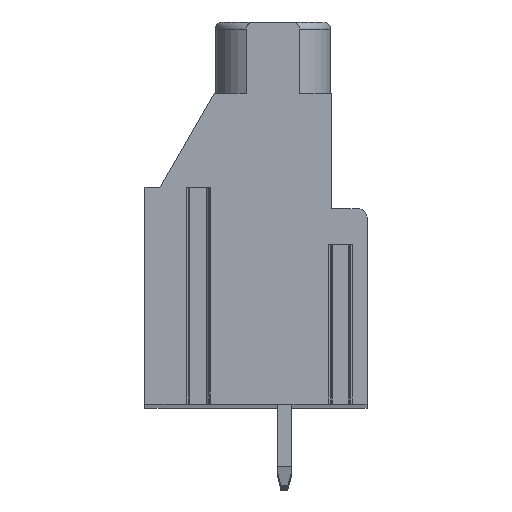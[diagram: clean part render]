
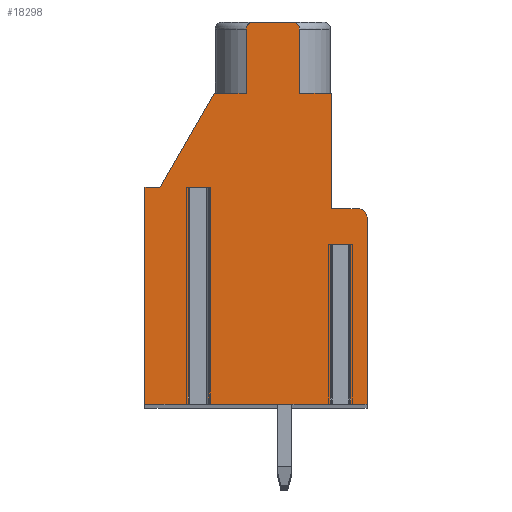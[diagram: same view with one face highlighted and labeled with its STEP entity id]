
A CAD part, top view. The second image highlights one B-rep face of the part: STEP entity #18298.
In plain terms, the highlighted planar face has unit normal (0, 0, 1).
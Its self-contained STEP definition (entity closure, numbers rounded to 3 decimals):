
#65=DIRECTION('',(-1.,0.,0.));
#66=VECTOR('',#65,1.146);
#67=CARTESIAN_POINT('',(-2.127,1.2,136.525));
#68=LINE('',#67,#66);
#69=DIRECTION('',(0.,-1.,0.));
#70=VECTOR('',#69,12.2);
#71=CARTESIAN_POINT('',(-3.273,1.2,136.525));
#72=LINE('',#71,#70);
#73=DIRECTION('',(1.,0.,0.));
#74=VECTOR('',#73,2.427);
#75=CARTESIAN_POINT('',(-5.7,-11.,136.525));
#76=LINE('',#75,#74);
#77=DIRECTION('',(0.,-1.,0.));
#78=VECTOR('',#77,12.2);
#79=CARTESIAN_POINT('',(-5.7,1.2,136.525));
#80=LINE('',#79,#78);
#81=DIRECTION('',(-1.,0.,0.));
#82=VECTOR('',#81,0.84);
#83=CARTESIAN_POINT('',(-4.86,1.2,136.525));
#84=LINE('',#83,#82);
#85=DIRECTION('',(-0.5,-0.866,0.));
#86=VECTOR('',#85,6.12);
#87=CARTESIAN_POINT('',(-1.8,6.5,136.525));
#88=LINE('',#87,#86);
#89=DIRECTION('',(-1.,0.,0.));
#90=VECTOR('',#89,1.8);
#91=CARTESIAN_POINT('',(0.,6.5,136.525));
#92=LINE('',#91,#90);
#93=DIRECTION('',(0.,-1.,0.));
#94=VECTOR('',#93,3.6);
#95=CARTESIAN_POINT('',(0.,10.1,136.525));
#96=LINE('',#95,#94);
#97=CARTESIAN_POINT('',(0.4,10.1,136.525));
#98=DIRECTION('',(0.,0.,1.));
#99=DIRECTION('',(0.,1.,0.));
#100=AXIS2_PLACEMENT_3D('',#97,#98,#99);
#102=DIRECTION('',(-1.,0.,0.));
#103=VECTOR('',#102,2.2);
#104=CARTESIAN_POINT('',(2.6,10.5,136.525));
#105=LINE('',#104,#103);
#106=CARTESIAN_POINT('',(2.6,10.1,136.525));
#107=DIRECTION('',(0.,0.,1.));
#108=DIRECTION('',(1.,0.,0.));
#109=AXIS2_PLACEMENT_3D('',#106,#107,#108);
#111=DIRECTION('',(0.,1.,0.));
#112=VECTOR('',#111,3.6);
#113=CARTESIAN_POINT('',(3.,6.5,136.525));
#114=LINE('',#113,#112);
#115=DIRECTION('',(-1.,0.,0.));
#116=VECTOR('',#115,1.8);
#117=CARTESIAN_POINT('',(4.8,6.5,136.525));
#118=LINE('',#117,#116);
#119=DIRECTION('',(0.,1.,0.));
#120=VECTOR('',#119,6.5);
#121=CARTESIAN_POINT('',(4.8,0.,136.525));
#122=LINE('',#121,#120);
#123=DIRECTION('',(-1.,0.,0.));
#124=VECTOR('',#123,1.5);
#125=CARTESIAN_POINT('',(6.3,0.,136.525));
#126=LINE('',#125,#124);
#127=CARTESIAN_POINT('',(6.3,-0.5,136.525));
#128=DIRECTION('',(0.,0.,1.));
#129=DIRECTION('',(1.,0.,0.));
#130=AXIS2_PLACEMENT_3D('',#127,#128,#129);
#132=DIRECTION('',(0.,1.,0.));
#133=VECTOR('',#132,10.5);
#134=CARTESIAN_POINT('',(6.8,-11.,136.525));
#135=LINE('',#134,#133);
#136=DIRECTION('',(1.,0.,0.));
#137=VECTOR('',#136,0.925);
#138=CARTESIAN_POINT('',(5.875,-11.,136.525));
#139=LINE('',#138,#137);
#140=DIRECTION('',(0.,-1.,0.));
#141=VECTOR('',#140,9.);
#142=CARTESIAN_POINT('',(5.875,-2.,136.525));
#143=LINE('',#142,#141);
#144=DIRECTION('',(-1.,0.,0.));
#145=VECTOR('',#144,1.146);
#146=CARTESIAN_POINT('',(5.875,-2.,136.525));
#147=LINE('',#146,#145);
#148=DIRECTION('',(0.,-1.,0.));
#149=VECTOR('',#148,9.);
#150=CARTESIAN_POINT('',(4.728,-2.,136.525));
#151=LINE('',#150,#149);
#152=DIRECTION('',(1.,0.,0.));
#153=VECTOR('',#152,6.855);
#154=CARTESIAN_POINT('',(-2.127,-11.,136.525));
#155=LINE('',#154,#153);
#156=DIRECTION('',(0.,-1.,0.));
#157=VECTOR('',#156,12.2);
#158=CARTESIAN_POINT('',(-2.127,1.2,136.525));
#159=LINE('',#158,#157);
#14251=CARTESIAN_POINT('',(6.8,-11.,136.525));
#14252=CARTESIAN_POINT('',(6.8,-0.5,136.525));
#14253=VERTEX_POINT('',#14251);
#14254=VERTEX_POINT('',#14252);
#14255=CARTESIAN_POINT('',(6.3,0.,136.525));
#14256=VERTEX_POINT('',#14255);
#14257=CARTESIAN_POINT('',(4.8,0.,136.525));
#14258=VERTEX_POINT('',#14257);
#14259=CARTESIAN_POINT('',(4.8,6.5,136.525));
#14260=VERTEX_POINT('',#14259);
#14261=CARTESIAN_POINT('',(3.,6.5,136.525));
#14262=VERTEX_POINT('',#14261);
#14263=CARTESIAN_POINT('',(3.,10.1,136.525));
#14264=VERTEX_POINT('',#14263);
#14265=CARTESIAN_POINT('',(2.6,10.5,136.525));
#14266=VERTEX_POINT('',#14265);
#14267=CARTESIAN_POINT('',(0.4,10.5,136.525));
#14268=VERTEX_POINT('',#14267);
#14269=CARTESIAN_POINT('',(0.,10.1,136.525));
#14270=VERTEX_POINT('',#14269);
#14271=CARTESIAN_POINT('',(0.,6.5,136.525));
#14272=VERTEX_POINT('',#14271);
#14273=CARTESIAN_POINT('',(-1.8,6.5,136.525));
#14274=VERTEX_POINT('',#14273);
#14275=CARTESIAN_POINT('',(-4.86,1.2,136.525));
#14276=VERTEX_POINT('',#14275);
#14277=CARTESIAN_POINT('',(-5.7,1.2,136.525));
#14278=VERTEX_POINT('',#14277);
#14279=CARTESIAN_POINT('',(-5.7,-11.,136.525));
#14280=VERTEX_POINT('',#14279);
#14437=CARTESIAN_POINT('',(5.875,-2.,136.525));
#14438=CARTESIAN_POINT('',(4.728,-2.,136.525));
#14439=VERTEX_POINT('',#14437);
#14440=VERTEX_POINT('',#14438);
#14441=CARTESIAN_POINT('',(5.875,-11.,136.525));
#14442=VERTEX_POINT('',#14441);
#14443=CARTESIAN_POINT('',(4.728,-11.,136.525));
#14444=VERTEX_POINT('',#14443);
#14469=CARTESIAN_POINT('',(-2.127,1.2,136.525));
#14470=CARTESIAN_POINT('',(-3.273,1.2,136.525));
#14471=VERTEX_POINT('',#14469);
#14472=VERTEX_POINT('',#14470);
#14473=CARTESIAN_POINT('',(-2.127,-11.,136.525));
#14474=VERTEX_POINT('',#14473);
#14475=CARTESIAN_POINT('',(-3.273,-11.,136.525));
#14476=VERTEX_POINT('',#14475);
#18245=CARTESIAN_POINT('',(0.,0.,136.525));
#18246=DIRECTION('',(0.,0.,1.));
#18247=DIRECTION('',(1.,0.,0.));
#18248=AXIS2_PLACEMENT_3D('',#18245,#18246,#18247);
#18249=PLANE('',#18248);
#18251=ORIENTED_EDGE('',*,*,#18250,.T.);
#18253=ORIENTED_EDGE('',*,*,#18252,.T.);
#18255=ORIENTED_EDGE('',*,*,#18254,.F.);
#18257=ORIENTED_EDGE('',*,*,#18256,.F.);
#18259=ORIENTED_EDGE('',*,*,#18258,.F.);
#18261=ORIENTED_EDGE('',*,*,#18260,.F.);
#18263=ORIENTED_EDGE('',*,*,#18262,.F.);
#18265=ORIENTED_EDGE('',*,*,#18264,.F.);
#18267=ORIENTED_EDGE('',*,*,#18266,.F.);
#18269=ORIENTED_EDGE('',*,*,#18268,.F.);
#18271=ORIENTED_EDGE('',*,*,#18270,.F.);
#18273=ORIENTED_EDGE('',*,*,#18272,.F.);
#18275=ORIENTED_EDGE('',*,*,#18274,.F.);
#18277=ORIENTED_EDGE('',*,*,#18276,.F.);
#18279=ORIENTED_EDGE('',*,*,#18278,.F.);
#18281=ORIENTED_EDGE('',*,*,#18280,.F.);
#18283=ORIENTED_EDGE('',*,*,#18282,.F.);
#18285=ORIENTED_EDGE('',*,*,#18284,.F.);
#18287=ORIENTED_EDGE('',*,*,#18286,.F.);
#18289=ORIENTED_EDGE('',*,*,#18288,.T.);
#18291=ORIENTED_EDGE('',*,*,#18290,.T.);
#18293=ORIENTED_EDGE('',*,*,#18292,.F.);
#18295=ORIENTED_EDGE('',*,*,#18294,.F.);
#18296=EDGE_LOOP('',(#18251,#18253,#18255,#18257,#18259,#18261,#18263,#18265,
#18267,#18269,#18271,#18273,#18275,#18277,#18279,#18281,#18283,#18285,#18287,
#18289,#18291,#18293,#18295));
#18297=FACE_OUTER_BOUND('',#18296,.F.);
#101=CIRCLE('',#100,0.4);
#110=CIRCLE('',#109,0.4);
#131=CIRCLE('',#130,0.5);
#18250=EDGE_CURVE('',#14471,#14472,#68,.T.);
#18252=EDGE_CURVE('',#14472,#14476,#72,.T.);
#18254=EDGE_CURVE('',#14280,#14476,#76,.T.);
#18256=EDGE_CURVE('',#14278,#14280,#80,.T.);
#18258=EDGE_CURVE('',#14276,#14278,#84,.T.);
#18260=EDGE_CURVE('',#14274,#14276,#88,.T.);
#18262=EDGE_CURVE('',#14272,#14274,#92,.T.);
#18264=EDGE_CURVE('',#14270,#14272,#96,.T.);
#18266=EDGE_CURVE('',#14268,#14270,#101,.T.);
#18268=EDGE_CURVE('',#14266,#14268,#105,.T.);
#18270=EDGE_CURVE('',#14264,#14266,#110,.T.);
#18272=EDGE_CURVE('',#14262,#14264,#114,.T.);
#18274=EDGE_CURVE('',#14260,#14262,#118,.T.);
#18276=EDGE_CURVE('',#14258,#14260,#122,.T.);
#18278=EDGE_CURVE('',#14256,#14258,#126,.T.);
#18280=EDGE_CURVE('',#14254,#14256,#131,.T.);
#18282=EDGE_CURVE('',#14253,#14254,#135,.T.);
#18284=EDGE_CURVE('',#14442,#14253,#139,.T.);
#18286=EDGE_CURVE('',#14439,#14442,#143,.T.);
#18288=EDGE_CURVE('',#14439,#14440,#147,.T.);
#18290=EDGE_CURVE('',#14440,#14444,#151,.T.);
#18292=EDGE_CURVE('',#14474,#14444,#155,.T.);
#18294=EDGE_CURVE('',#14471,#14474,#159,.T.);
#18298=ADVANCED_FACE('',(#18297),#18249,.T.);
